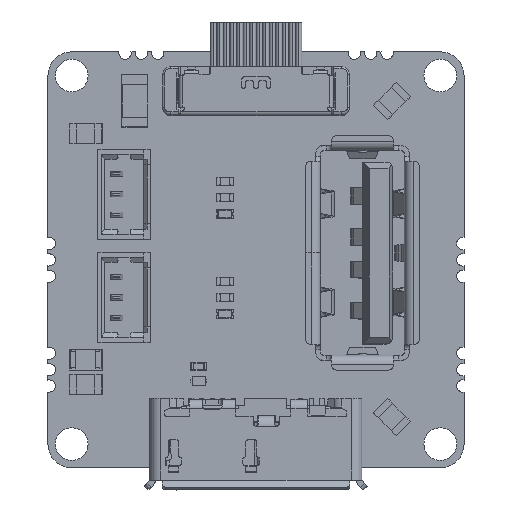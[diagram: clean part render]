
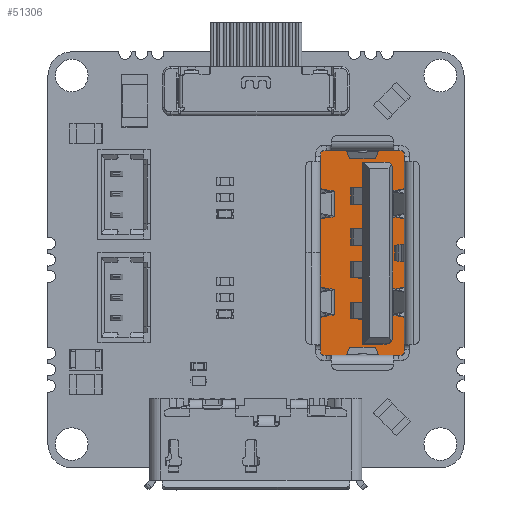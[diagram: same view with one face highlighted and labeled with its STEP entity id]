
A CAD part, top view. The second image highlights one B-rep face of the part: STEP entity #51306.
In plain terms, the highlighted face is planar.
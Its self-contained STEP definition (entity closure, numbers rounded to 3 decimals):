
#50265 = VERTEX_POINT('',#50266);
#50266 = CARTESIAN_POINT('',(0.65,4.56,-2.56));
#50272 = EDGE_CURVE('',#50265,#50273,#50275,.T.);
#50273 = VERTEX_POINT('',#50274);
#50274 = CARTESIAN_POINT('',(-6.25,4.56,-2.56));
#50275 = LINE('',#50276,#50277);
#50276 = CARTESIAN_POINT('',(0.65,4.56,-2.56));
#50277 = VECTOR('',#50278,1.);
#50278 = DIRECTION('',(-1.,0.,0.));
#50566 = EDGE_CURVE('',#50273,#50567,#50569,.T.);
#50567 = VERTEX_POINT('',#50568);
#50568 = CARTESIAN_POINT('',(-6.25,4.56,2.56));
#50569 = LINE('',#50570,#50571);
#50570 = CARTESIAN_POINT('',(-6.25,4.56,-2.56));
#50571 = VECTOR('',#50572,1.);
#50572 = DIRECTION('',(0.,0.,1.));
#50818 = EDGE_CURVE('',#50567,#50819,#50821,.T.);
#50819 = VERTEX_POINT('',#50820);
#50820 = CARTESIAN_POINT('',(6.25,4.56,2.56));
#50821 = LINE('',#50822,#50823);
#50822 = CARTESIAN_POINT('',(-6.25,4.56,2.56));
#50823 = VECTOR('',#50824,1.);
#50824 = DIRECTION('',(1.,0.,0.));
#51306 = ADVANCED_FACE('',(#51307,#51350,#51498),#51532,.T.);
#51307 = FACE_BOUND('',#51308,.F.);
#51308 = EDGE_LOOP('',(#51309,#51319,#51327,#51333,#51334,#51335,#51336,
    #51344));
#51309 = ORIENTED_EDGE('',*,*,#51310,.T.);
#51310 = EDGE_CURVE('',#51311,#51313,#51315,.T.);
#51311 = VERTEX_POINT('',#51312);
#51312 = CARTESIAN_POINT('',(0.67,4.56,-2.54));
#51313 = VERTEX_POINT('',#51314);
#51314 = CARTESIAN_POINT('',(0.67,4.56,-2.56));
#51315 = LINE('',#51316,#51317);
#51316 = CARTESIAN_POINT('',(0.67,4.56,-2.54));
#51317 = VECTOR('',#51318,1.);
#51318 = DIRECTION('',(0.,0.,-1.));
#51319 = ORIENTED_EDGE('',*,*,#51320,.F.);
#51320 = EDGE_CURVE('',#51321,#51313,#51323,.T.);
#51321 = VERTEX_POINT('',#51322);
#51322 = CARTESIAN_POINT('',(6.25,4.56,-2.56));
#51323 = LINE('',#51324,#51325);
#51324 = CARTESIAN_POINT('',(6.25,4.56,-2.56));
#51325 = VECTOR('',#51326,1.);
#51326 = DIRECTION('',(-1.,0.,0.));
#51327 = ORIENTED_EDGE('',*,*,#51328,.F.);
#51328 = EDGE_CURVE('',#50819,#51321,#51329,.T.);
#51329 = LINE('',#51330,#51331);
#51330 = CARTESIAN_POINT('',(6.25,4.56,2.56));
#51331 = VECTOR('',#51332,1.);
#51332 = DIRECTION('',(0.,0.,-1.));
#51333 = ORIENTED_EDGE('',*,*,#50818,.F.);
#51334 = ORIENTED_EDGE('',*,*,#50566,.F.);
#51335 = ORIENTED_EDGE('',*,*,#50272,.F.);
#51336 = ORIENTED_EDGE('',*,*,#51337,.F.);
#51337 = EDGE_CURVE('',#51338,#50265,#51340,.T.);
#51338 = VERTEX_POINT('',#51339);
#51339 = CARTESIAN_POINT('',(0.65,4.56,-2.54));
#51340 = LINE('',#51341,#51342);
#51341 = CARTESIAN_POINT('',(0.65,4.56,-2.54));
#51342 = VECTOR('',#51343,1.);
#51343 = DIRECTION('',(0.,0.,-1.));
#51344 = ORIENTED_EDGE('',*,*,#51345,.T.);
#51345 = EDGE_CURVE('',#51338,#51311,#51346,.T.);
#51346 = LINE('',#51347,#51348);
#51347 = CARTESIAN_POINT('',(0.65,4.56,-2.54));
#51348 = VECTOR('',#51349,1.);
#51349 = DIRECTION('',(1.,0.,0.));
#51350 = FACE_BOUND('',#51351,.F.);
#51351 = EDGE_LOOP('',(#51352,#51362,#51370,#51378,#51386,#51395,#51403,
    #51412,#51420,#51428,#51436,#51444,#51452,#51460,#51468,#51476,
    #51484,#51492));
#51352 = ORIENTED_EDGE('',*,*,#51353,.T.);
#51353 = EDGE_CURVE('',#51354,#51356,#51358,.T.);
#51354 = VERTEX_POINT('',#51355);
#51355 = CARTESIAN_POINT('',(-0.52,4.56,-0.265));
#51356 = VERTEX_POINT('',#51357);
#51357 = CARTESIAN_POINT('',(-1.52,4.56,-0.265));
#51358 = LINE('',#51359,#51360);
#51359 = CARTESIAN_POINT('',(-0.52,4.56,-0.265));
#51360 = VECTOR('',#51361,1.);
#51361 = DIRECTION('',(-1.,0.,0.));
#51362 = ORIENTED_EDGE('',*,*,#51363,.T.);
#51363 = EDGE_CURVE('',#51356,#51364,#51366,.T.);
#51364 = VERTEX_POINT('',#51365);
#51365 = CARTESIAN_POINT('',(-1.52,4.56,0.));
#51366 = LINE('',#51367,#51368);
#51367 = CARTESIAN_POINT('',(-1.52,4.56,-0.265));
#51368 = VECTOR('',#51369,1.);
#51369 = DIRECTION('',(0.,0.,1.));
#51370 = ORIENTED_EDGE('',*,*,#51371,.F.);
#51371 = EDGE_CURVE('',#51372,#51364,#51374,.T.);
#51372 = VERTEX_POINT('',#51373);
#51373 = CARTESIAN_POINT('',(-5.55,4.56,0.));
#51374 = LINE('',#51375,#51376);
#51375 = CARTESIAN_POINT('',(-5.55,4.56,0.));
#51376 = VECTOR('',#51377,1.);
#51377 = DIRECTION('',(1.,0.,0.));
#51378 = ORIENTED_EDGE('',*,*,#51379,.F.);
#51379 = EDGE_CURVE('',#51380,#51372,#51382,.T.);
#51380 = VERTEX_POINT('',#51381);
#51381 = CARTESIAN_POINT('',(-5.55,4.56,1.44));
#51382 = LINE('',#51383,#51384);
#51383 = CARTESIAN_POINT('',(-5.55,4.56,1.44));
#51384 = VECTOR('',#51385,1.);
#51385 = DIRECTION('',(0.,0.,-1.));
#51386 = ORIENTED_EDGE('',*,*,#51387,.F.);
#51387 = EDGE_CURVE('',#51388,#51380,#51390,.T.);
#51388 = VERTEX_POINT('',#51389);
#51389 = CARTESIAN_POINT('',(-5.15,4.56,1.84));
#51390 = CIRCLE('',#51391,0.4);
#51391 = AXIS2_PLACEMENT_3D('',#51392,#51393,#51394);
#51392 = CARTESIAN_POINT('',(-5.15,4.56,1.44));
#51393 = DIRECTION('',(0.,-1.,0.));
#51394 = DIRECTION('',(0.,0.,1.));
#51395 = ORIENTED_EDGE('',*,*,#51396,.F.);
#51396 = EDGE_CURVE('',#51397,#51388,#51399,.T.);
#51397 = VERTEX_POINT('',#51398);
#51398 = CARTESIAN_POINT('',(5.15,4.56,1.84));
#51399 = LINE('',#51400,#51401);
#51400 = CARTESIAN_POINT('',(5.15,4.56,1.84));
#51401 = VECTOR('',#51402,1.);
#51402 = DIRECTION('',(-1.,0.,0.));
#51403 = ORIENTED_EDGE('',*,*,#51404,.F.);
#51404 = EDGE_CURVE('',#51405,#51397,#51407,.T.);
#51405 = VERTEX_POINT('',#51406);
#51406 = CARTESIAN_POINT('',(5.55,4.56,1.44));
#51407 = CIRCLE('',#51408,0.4);
#51408 = AXIS2_PLACEMENT_3D('',#51409,#51410,#51411);
#51409 = CARTESIAN_POINT('',(5.15,4.56,1.44));
#51410 = DIRECTION('',(0.,-1.,0.));
#51411 = DIRECTION('',(1.,0.,0.));
#51412 = ORIENTED_EDGE('',*,*,#51413,.F.);
#51413 = EDGE_CURVE('',#51414,#51405,#51416,.T.);
#51414 = VERTEX_POINT('',#51415);
#51415 = CARTESIAN_POINT('',(5.55,4.56,0.));
#51416 = LINE('',#51417,#51418);
#51417 = CARTESIAN_POINT('',(5.55,4.56,0.));
#51418 = VECTOR('',#51419,1.);
#51419 = DIRECTION('',(0.,0.,1.));
#51420 = ORIENTED_EDGE('',*,*,#51421,.F.);
#51421 = EDGE_CURVE('',#51422,#51414,#51424,.T.);
#51422 = VERTEX_POINT('',#51423);
#51423 = CARTESIAN_POINT('',(3.98,4.56,0.));
#51424 = LINE('',#51425,#51426);
#51425 = CARTESIAN_POINT('',(3.98,4.56,0.));
#51426 = VECTOR('',#51427,1.);
#51427 = DIRECTION('',(1.,0.,0.));
#51428 = ORIENTED_EDGE('',*,*,#51429,.T.);
#51429 = EDGE_CURVE('',#51422,#51430,#51432,.T.);
#51430 = VERTEX_POINT('',#51431);
#51431 = CARTESIAN_POINT('',(3.98,4.56,-0.265));
#51432 = LINE('',#51433,#51434);
#51433 = CARTESIAN_POINT('',(3.98,4.56,0.));
#51434 = VECTOR('',#51435,1.);
#51435 = DIRECTION('',(0.,0.,-1.));
#51436 = ORIENTED_EDGE('',*,*,#51437,.T.);
#51437 = EDGE_CURVE('',#51430,#51438,#51440,.T.);
#51438 = VERTEX_POINT('',#51439);
#51439 = CARTESIAN_POINT('',(2.98,4.56,-0.265));
#51440 = LINE('',#51441,#51442);
#51441 = CARTESIAN_POINT('',(3.98,4.56,-0.265));
#51442 = VECTOR('',#51443,1.);
#51443 = DIRECTION('',(-1.,0.,0.));
#51444 = ORIENTED_EDGE('',*,*,#51445,.F.);
#51445 = EDGE_CURVE('',#51446,#51438,#51448,.T.);
#51446 = VERTEX_POINT('',#51447);
#51447 = CARTESIAN_POINT('',(2.98,4.56,0.));
#51448 = LINE('',#51449,#51450);
#51449 = CARTESIAN_POINT('',(2.98,4.56,0.));
#51450 = VECTOR('',#51451,1.);
#51451 = DIRECTION('',(0.,0.,-1.));
#51452 = ORIENTED_EDGE('',*,*,#51453,.F.);
#51453 = EDGE_CURVE('',#51454,#51446,#51456,.T.);
#51454 = VERTEX_POINT('',#51455);
#51455 = CARTESIAN_POINT('',(1.48,4.56,0.));
#51456 = LINE('',#51457,#51458);
#51457 = CARTESIAN_POINT('',(1.48,4.56,0.));
#51458 = VECTOR('',#51459,1.);
#51459 = DIRECTION('',(1.,0.,0.));
#51460 = ORIENTED_EDGE('',*,*,#51461,.T.);
#51461 = EDGE_CURVE('',#51454,#51462,#51464,.T.);
#51462 = VERTEX_POINT('',#51463);
#51463 = CARTESIAN_POINT('',(1.48,4.56,-0.265));
#51464 = LINE('',#51465,#51466);
#51465 = CARTESIAN_POINT('',(1.48,4.56,0.));
#51466 = VECTOR('',#51467,1.);
#51467 = DIRECTION('',(0.,0.,-1.));
#51468 = ORIENTED_EDGE('',*,*,#51469,.T.);
#51469 = EDGE_CURVE('',#51462,#51470,#51472,.T.);
#51470 = VERTEX_POINT('',#51471);
#51471 = CARTESIAN_POINT('',(0.48,4.56,-0.265));
#51472 = LINE('',#51473,#51474);
#51473 = CARTESIAN_POINT('',(1.48,4.56,-0.265));
#51474 = VECTOR('',#51475,1.);
#51475 = DIRECTION('',(-1.,0.,0.));
#51476 = ORIENTED_EDGE('',*,*,#51477,.F.);
#51477 = EDGE_CURVE('',#51478,#51470,#51480,.T.);
#51478 = VERTEX_POINT('',#51479);
#51479 = CARTESIAN_POINT('',(0.48,4.56,0.));
#51480 = LINE('',#51481,#51482);
#51481 = CARTESIAN_POINT('',(0.48,4.56,0.));
#51482 = VECTOR('',#51483,1.);
#51483 = DIRECTION('',(0.,0.,-1.));
#51484 = ORIENTED_EDGE('',*,*,#51485,.F.);
#51485 = EDGE_CURVE('',#51486,#51478,#51488,.T.);
#51486 = VERTEX_POINT('',#51487);
#51487 = CARTESIAN_POINT('',(-0.52,4.56,0.));
#51488 = LINE('',#51489,#51490);
#51489 = CARTESIAN_POINT('',(-0.52,4.56,0.));
#51490 = VECTOR('',#51491,1.);
#51491 = DIRECTION('',(1.,0.,0.));
#51492 = ORIENTED_EDGE('',*,*,#51493,.F.);
#51493 = EDGE_CURVE('',#51354,#51486,#51494,.T.);
#51494 = LINE('',#51495,#51496);
#51495 = CARTESIAN_POINT('',(-0.52,4.56,-0.265));
#51496 = VECTOR('',#51497,1.);
#51497 = DIRECTION('',(0.,0.,1.));
#51498 = FACE_BOUND('',#51499,.F.);
#51499 = EDGE_LOOP('',(#51500,#51510,#51518,#51526));
#51500 = ORIENTED_EDGE('',*,*,#51501,.F.);
#51501 = EDGE_CURVE('',#51502,#51504,#51506,.T.);
#51502 = VERTEX_POINT('',#51503);
#51503 = CARTESIAN_POINT('',(-3.02,4.56,-0.265));
#51504 = VERTEX_POINT('',#51505);
#51505 = CARTESIAN_POINT('',(-3.02,4.56,-0.034));
#51506 = LINE('',#51507,#51508);
#51507 = CARTESIAN_POINT('',(-3.02,4.56,-0.265));
#51508 = VECTOR('',#51509,1.);
#51509 = DIRECTION('',(0.,0.,1.));
#51510 = ORIENTED_EDGE('',*,*,#51511,.T.);
#51511 = EDGE_CURVE('',#51502,#51512,#51514,.T.);
#51512 = VERTEX_POINT('',#51513);
#51513 = CARTESIAN_POINT('',(-4.02,4.56,-0.265));
#51514 = LINE('',#51515,#51516);
#51515 = CARTESIAN_POINT('',(-3.02,4.56,-0.265));
#51516 = VECTOR('',#51517,1.);
#51517 = DIRECTION('',(-1.,0.,0.));
#51518 = ORIENTED_EDGE('',*,*,#51519,.T.);
#51519 = EDGE_CURVE('',#51512,#51520,#51522,.T.);
#51520 = VERTEX_POINT('',#51521);
#51521 = CARTESIAN_POINT('',(-4.02,4.56,-0.034));
#51522 = LINE('',#51523,#51524);
#51523 = CARTESIAN_POINT('',(-4.02,4.56,-0.265));
#51524 = VECTOR('',#51525,1.);
#51525 = DIRECTION('',(0.,0.,1.));
#51526 = ORIENTED_EDGE('',*,*,#51527,.T.);
#51527 = EDGE_CURVE('',#51520,#51504,#51528,.T.);
#51528 = LINE('',#51529,#51530);
#51529 = CARTESIAN_POINT('',(-4.02,4.56,-0.034));
#51530 = VECTOR('',#51531,1.);
#51531 = DIRECTION('',(1.,0.,0.));
#51532 = PLANE('',#51533);
#51533 = AXIS2_PLACEMENT_3D('',#51534,#51535,#51536);
#51534 = CARTESIAN_POINT('',(0.,4.56,2.54));
#51535 = DIRECTION('',(0.,1.,0.));
#51536 = DIRECTION('',(-1.,0.,0.));
